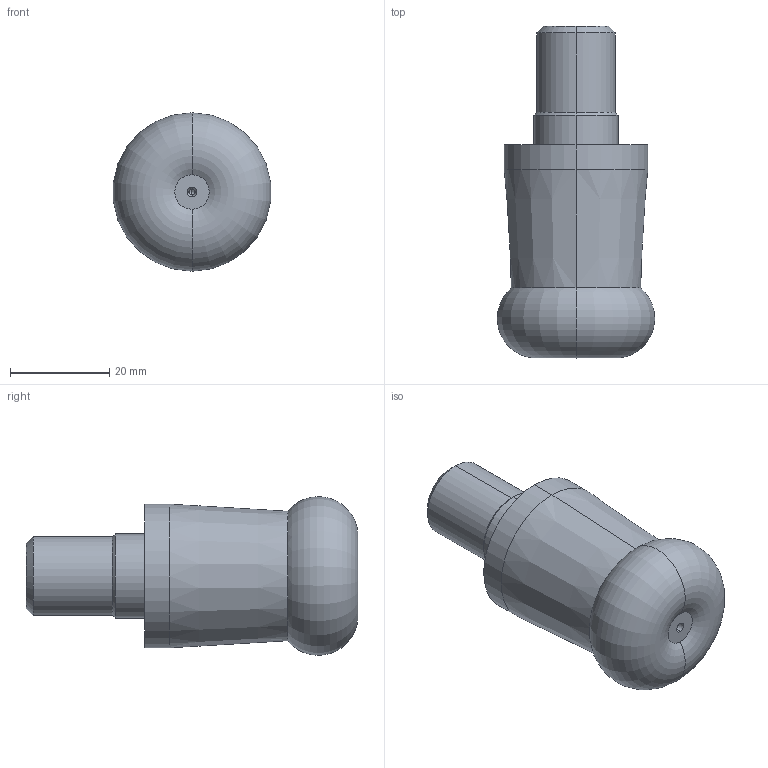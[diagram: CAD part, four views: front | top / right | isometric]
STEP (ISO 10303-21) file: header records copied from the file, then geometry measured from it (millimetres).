
FILE_DESCRIPTION (( 'STEP AP203' ), '1' );
FILE_NAME ('S809-32-43-02-16-NEW.STEP', '2019-04-04T14:07:32', ( '' ), ( '' ), 'SwSTEP 2.0', 'SolidWorks 2018', '' );
FILE_SCHEMA (( 'CONFIG_CONTROL_DESIGN' ));
Length unit declared in the file: millimetre
Products named in the file (1): S809-32-43-02-16-NEW
Bounding box: 31.76 x 66.98 x 31.99 mm (x, y, z)
Volume: 31901.7 mm3; surface area: 6297.4 mm2
Topology: 1 solids, 1 shells, 29 faces, 60 edges, 32 vertices
Faces by surface type: cylinder 12, cone 10, torus 4, plane 3
Entity records: 813 total; most frequent: DIRECTION 150, CARTESIAN_POINT 118, ORIENTED_EDGE 112, AXIS2_PLACEMENT_3D 64, EDGE_CURVE 56, CIRCLE 34, VERTEX_POINT 32, EDGE_LOOP 32
